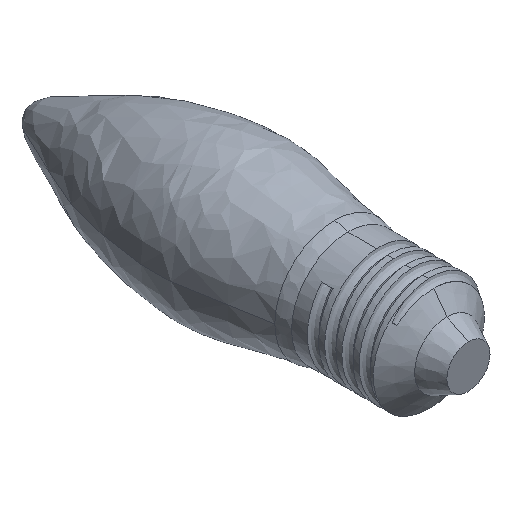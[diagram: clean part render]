
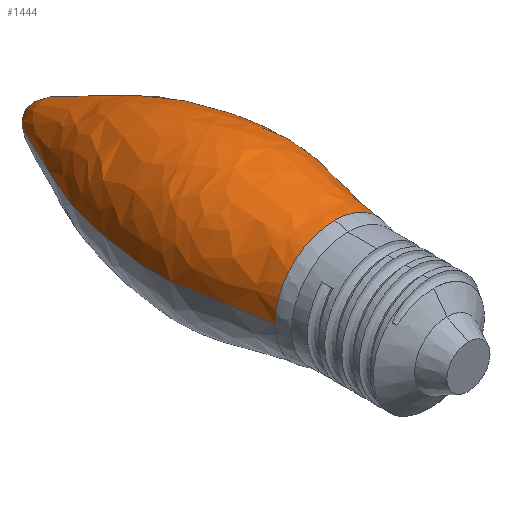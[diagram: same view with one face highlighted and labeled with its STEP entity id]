
A CAD part, isometric view. The second image highlights one B-rep face of the part: STEP entity #1444.
In plain terms, the highlighted free-form (B-spline) face has degree [3, 3] with [9, 4] control points.
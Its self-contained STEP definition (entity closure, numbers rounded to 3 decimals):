
#51 =( BOUNDED_SURFACE ( )  B_SPLINE_SURFACE ( 3, 3, ( 
 ( #782, #796, #843, #771 ),
 ( #761, #749, #744, #741 ),
 ( #729, #719, #710, #708 ),
 ( #703, #701, #697, #694 ),
 ( #691, #687, #680, #676 ),
 ( #670, #665, #654, #623 ),
 ( #620, #612, #609, #604 ),
 ( #599, #591, #585, #581 ),
 ( #574, #568, #565, #558 ) ),
 .UNSPECIFIED., .F., .F., .F. ) 
 B_SPLINE_SURFACE_WITH_KNOTS ( ( 4, 1, 1, 1, 1, 1, 4 ),
 ( 4, 4 ),
 ( 0.039, 0.307, 0.484, 0.666, 0.805, 0.924, 1. ),
 ( 0., 1. ),
 .UNSPECIFIED. ) 
 GEOMETRIC_REPRESENTATION_ITEM ( )  RATIONAL_B_SPLINE_SURFACE ( (
 ( 1., 0.333, 0.333, 1.),
 ( 1., 0.333, 0.333, 1.),
 ( 1., 0.333, 0.333, 1.),
 ( 1., 0.333, 0.333, 1.),
 ( 1., 0.333, 0.333, 1.),
 ( 1., 0.333, 0.333, 1.),
 ( 1., 0.333, 0.333, 1.),
 ( 1., 0.333, 0.333, 1.),
 ( 1., 0.333, 0.333, 1.) ) ) 
 REPRESENTATION_ITEM ( '' )  SURFACE ( )  );
#214 = CARTESIAN_POINT ( 'NONE',  ( 0., 102.269, 0. ) ) ;
#313 = B_SPLINE_CURVE_WITH_KNOTS ( 'NONE', 3,
 ( #1285, #1254, #1245, #1240, #1072, #2016, #2214, #1237, #1224 ),
 .UNSPECIFIED., .F., .F.,
 ( 4, 1, 1, 1, 1, 1, 4 ),
 ( 0.039, 0.307, 0.484, 0.666, 0.805, 0.924, 1. ),
 .UNSPECIFIED. ) ;
#343 = FACE_OUTER_BOUND ( 'NONE', #1451, .T. ) ;
#558 = CARTESIAN_POINT ( 'NONE',  ( 0., 102.269, 0. ) ) ;
#565 = CARTESIAN_POINT ( 'NONE',  ( 0., 102.269, 0. ) ) ;
#568 = CARTESIAN_POINT ( 'NONE',  ( 0., 102.269, 0. ) ) ;
#574 = CARTESIAN_POINT ( 'NONE',  ( 0., 102.269, 0. ) ) ;
#581 = CARTESIAN_POINT ( 'NONE',  ( -2.17, 102.004, 0. ) ) ;
#585 = CARTESIAN_POINT ( 'NONE',  ( -2.17, 102.004, 4.34 ) ) ;
#591 = CARTESIAN_POINT ( 'NONE',  ( 2.17, 102.004, 4.34 ) ) ;
#599 = CARTESIAN_POINT ( 'NONE',  ( 2.17, 102.004, 0. ) ) ;
#604 = CARTESIAN_POINT ( 'NONE',  ( -5.43, 97.598, 0. ) ) ;
#609 = CARTESIAN_POINT ( 'NONE',  ( -5.43, 97.598, 10.86 ) ) ;
#612 = CARTESIAN_POINT ( 'NONE',  ( 5.43, 97.598, 10.86 ) ) ;
#616 = DIRECTION ( 'NONE',  ( 0., 1., 0. ) ) ;
#620 = CARTESIAN_POINT ( 'NONE',  ( 5.43, 97.598, 0. ) ) ;
#623 = CARTESIAN_POINT ( 'NONE',  ( -8.511, 89.475, 0. ) ) ;
#654 = CARTESIAN_POINT ( 'NONE',  ( -8.511, 89.475, 17.022 ) ) ;
#659 = EDGE_CURVE ( 'NONE', #2318, #1785, #738, .T. ) ;
#665 = CARTESIAN_POINT ( 'NONE',  ( 8.511, 89.475, 17.022 ) ) ;
#670 = CARTESIAN_POINT ( 'NONE',  ( 8.511, 89.475, 0. ) ) ;
#676 = CARTESIAN_POINT ( 'NONE',  ( -13.954, 79.109, 0. ) ) ;
#680 = CARTESIAN_POINT ( 'NONE',  ( -13.954, 79.109, 27.908 ) ) ;
#687 = CARTESIAN_POINT ( 'NONE',  ( 13.954, 79.109, 27.908 ) ) ;
#691 = CARTESIAN_POINT ( 'NONE',  ( 13.954, 79.109, 0. ) ) ;
#694 = CARTESIAN_POINT ( 'NONE',  ( -16.692, 66.185, 0. ) ) ;
#695 = EDGE_CURVE ( 'NONE', #1936, #1785, #313, .T. ) ;
#697 = CARTESIAN_POINT ( 'NONE',  ( -16.692, 66.185, 33.384 ) ) ;
#701 = CARTESIAN_POINT ( 'NONE',  ( 16.692, 66.185, 33.384 ) ) ;
#703 = CARTESIAN_POINT ( 'NONE',  ( 16.692, 66.185, 0. ) ) ;
#708 = CARTESIAN_POINT ( 'NONE',  ( -18.651, 49.522, 0. ) ) ;
#710 = CARTESIAN_POINT ( 'NONE',  ( -18.651, 49.522, 37.303 ) ) ;
#713 = CIRCLE ( 'NONE', #860, 13.87 ) ;
#719 = CARTESIAN_POINT ( 'NONE',  ( 18.651, 49.522, 37.303 ) ) ;
#729 = CARTESIAN_POINT ( 'NONE',  ( 18.651, 49.522, 0. ) ) ;
#738 = B_SPLINE_CURVE_WITH_KNOTS ( 'NONE', 3,
 ( #1330, #1344, #1352, #1327, #1323, #1320, #1310, #1301, #1295 ),
 .UNSPECIFIED., .F., .F.,
 ( 4, 1, 1, 1, 1, 1, 4 ),
 ( 0.039, 0.307, 0.484, 0.666, 0.805, 0.924, 1. ),
 .UNSPECIFIED. ) ;
#741 = CARTESIAN_POINT ( 'NONE',  ( -14.563, 38.111, 0. ) ) ;
#744 = CARTESIAN_POINT ( 'NONE',  ( -14.563, 38.111, 29.127 ) ) ;
#749 = CARTESIAN_POINT ( 'NONE',  ( 14.563, 38.111, 29.127 ) ) ;
#759 = CARTESIAN_POINT ( 'NONE',  ( 0., 31.07, 0. ) ) ;
#761 = CARTESIAN_POINT ( 'NONE',  ( 14.563, 38.111, 0. ) ) ;
#771 = CARTESIAN_POINT ( 'NONE',  ( -13.87, 31.07, 0. ) ) ;
#782 = CARTESIAN_POINT ( 'NONE',  ( 13.87, 31.07, 0. ) ) ;
#796 = CARTESIAN_POINT ( 'NONE',  ( 13.87, 31.07, 27.74 ) ) ;
#820 = AXIS2_PLACEMENT_3D ( 'NONE', #1741, #616, #1938 ) ;
#838 = CIRCLE ( 'NONE', #820, 13.87 ) ;
#843 = CARTESIAN_POINT ( 'NONE',  ( -13.87, 31.07, 27.74 ) ) ;
#860 = AXIS2_PLACEMENT_3D ( 'NONE', #759, #2068, #945 ) ;
#874 = CARTESIAN_POINT ( 'NONE',  ( 13.87, 31.07, 0. ) ) ;
#927 = ORIENTED_EDGE ( 'NONE', *, *, #2364, .T. ) ;
#945 = DIRECTION ( 'NONE',  ( 0., 0., -1. ) ) ;
#1072 = CARTESIAN_POINT ( 'NONE',  ( 13.954, 79.109, 0. ) ) ;
#1224 = CARTESIAN_POINT ( 'NONE',  ( 0., 102.269, 0. ) ) ;
#1237 = CARTESIAN_POINT ( 'NONE',  ( 2.17, 102.004, 0. ) ) ;
#1240 = CARTESIAN_POINT ( 'NONE',  ( 16.692, 66.185, 0. ) ) ;
#1245 = CARTESIAN_POINT ( 'NONE',  ( 18.651, 49.522, 0. ) ) ;
#1254 = CARTESIAN_POINT ( 'NONE',  ( 14.563, 38.111, 0. ) ) ;
#1285 = CARTESIAN_POINT ( 'NONE',  ( 13.87, 31.07, 0. ) ) ;
#1295 = CARTESIAN_POINT ( 'NONE',  ( 0., 102.269, 0. ) ) ;
#1301 = CARTESIAN_POINT ( 'NONE',  ( -2.17, 102.004, 0. ) ) ;
#1310 = CARTESIAN_POINT ( 'NONE',  ( -5.43, 97.598, 0. ) ) ;
#1320 = CARTESIAN_POINT ( 'NONE',  ( -8.511, 89.475, 0. ) ) ;
#1323 = CARTESIAN_POINT ( 'NONE',  ( -13.954, 79.109, 0. ) ) ;
#1327 = CARTESIAN_POINT ( 'NONE',  ( -16.692, 66.185, 0. ) ) ;
#1330 = CARTESIAN_POINT ( 'NONE',  ( -13.87, 31.07, 0. ) ) ;
#1344 = CARTESIAN_POINT ( 'NONE',  ( -14.563, 38.111, 0. ) ) ;
#1352 = CARTESIAN_POINT ( 'NONE',  ( -18.651, 49.522, 0. ) ) ;
#1427 = ORIENTED_EDGE ( 'NONE', *, *, #695, .T. ) ;
#1444 = ADVANCED_FACE ( 'NONE', ( #343 ), #51, .T. ) ;
#1451 = EDGE_LOOP ( 'NONE', ( #927, #1427, #2196, #2234 ) ) ;
#1494 = CARTESIAN_POINT ( 'NONE',  ( -13.87, 31.07, 0. ) ) ;
#1741 = CARTESIAN_POINT ( 'NONE',  ( 0., 31.07, 0. ) ) ;
#1785 = VERTEX_POINT ( 'NONE', #214 ) ;
#1936 = VERTEX_POINT ( 'NONE', #874 ) ;
#1938 = DIRECTION ( 'NONE',  ( 0., 0., -1. ) ) ;
#2016 = CARTESIAN_POINT ( 'NONE',  ( 8.511, 89.475, 0. ) ) ;
#2068 = DIRECTION ( 'NONE',  ( 0., 1., 0. ) ) ;
#2196 = ORIENTED_EDGE ( 'NONE', *, *, #659, .F. ) ;
#2214 = CARTESIAN_POINT ( 'NONE',  ( 5.43, 97.598, 0. ) ) ;
#2234 = ORIENTED_EDGE ( 'NONE', *, *, #2274, .T. ) ;
#2274 = EDGE_CURVE ( 'NONE', #2318, #2388, #713, .T. ) ;
#2318 = VERTEX_POINT ( 'NONE', #1494 ) ;
#2327 = CARTESIAN_POINT ( 'NONE',  ( 0., 31.07, 13.87 ) ) ;
#2364 = EDGE_CURVE ( 'NONE', #2388, #1936, #838, .T. ) ;
#2388 = VERTEX_POINT ( 'NONE', #2327 ) ;
